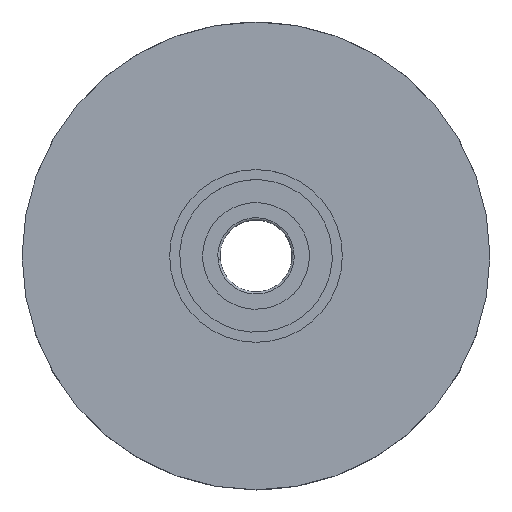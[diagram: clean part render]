
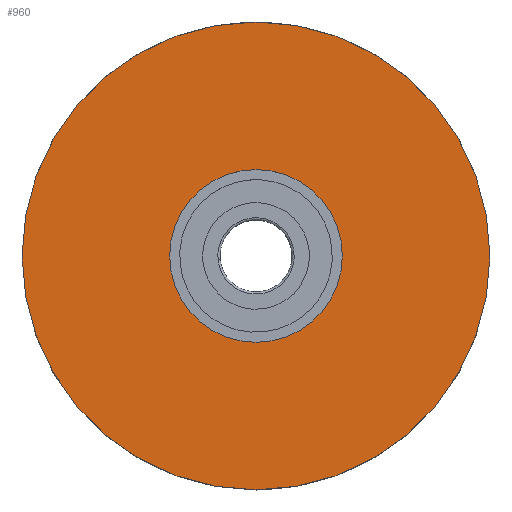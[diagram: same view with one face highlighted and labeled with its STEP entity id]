
A CAD part, top view. The second image highlights one B-rep face of the part: STEP entity #960.
In plain terms, the highlighted planar face has unit normal (0, 0, 1).
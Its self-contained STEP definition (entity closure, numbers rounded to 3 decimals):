
#67 = CIRCLE ( 'NONE', #1701, 12. ) ;
#136 = AXIS2_PLACEMENT_3D ( 'NONE', #2122, #1851, #250 ) ;
#169 = PLANE ( 'NONE',  #879 ) ;
#225 = DIRECTION ( 'NONE',  ( 0., 1., 0. ) ) ;
#250 = DIRECTION ( 'NONE',  ( 0., 1., 0. ) ) ;
#466 = DIRECTION ( 'NONE',  ( 0., -1., 0. ) ) ;
#859 = EDGE_CURVE ( 'NONE', #1064, #1118, #1981, .T. ) ;
#879 = AXIS2_PLACEMENT_3D ( 'NONE', #1791, #2877, #466 ) ;
#955 = ORIENTED_EDGE ( 'NONE', *, *, #2339, .T. ) ;
#959 = DIRECTION ( 'NONE',  ( 0., 0., 1. ) ) ;
#960 = ADVANCED_FACE ( 'NONE', ( #2318, #1435 ), #169, .T. ) ;
#1064 = VERTEX_POINT ( 'NONE', #2187 ) ;
#1090 = CARTESIAN_POINT ( 'NONE',  ( 0., 12., 6. ) ) ;
#1118 = VERTEX_POINT ( 'NONE', #1906 ) ;
#1243 = DIRECTION ( 'NONE',  ( 0., -1., 0. ) ) ;
#1265 = EDGE_CURVE ( 'NONE', #2476, #3371, #67, .T. ) ;
#1435 = FACE_BOUND ( 'NONE', #3307, .T. ) ;
#1528 = ORIENTED_EDGE ( 'NONE', *, *, #859, .T. ) ;
#1583 = ORIENTED_EDGE ( 'NONE', *, *, #3296, .T. ) ;
#1596 = CIRCLE ( 'NONE', #2921, 32.5 ) ;
#1673 = ORIENTED_EDGE ( 'NONE', *, *, #1265, .T. ) ;
#1701 = AXIS2_PLACEMENT_3D ( 'NONE', #2369, #2357, #225 ) ;
#1790 = EDGE_LOOP ( 'NONE', ( #1528, #1583 ) ) ;
#1791 = CARTESIAN_POINT ( 'NONE',  ( 0., 0., 6. ) ) ;
#1851 = DIRECTION ( 'NONE',  ( 0., 0., -1. ) ) ;
#1906 = CARTESIAN_POINT ( 'NONE',  ( 0., 32.5, 6. ) ) ;
#1936 = CARTESIAN_POINT ( 'NONE',  ( 0., -12., 6. ) ) ;
#1981 = CIRCLE ( 'NONE', #2883, 32.5 ) ;
#2122 = CARTESIAN_POINT ( 'NONE',  ( 0., 0., 6. ) ) ;
#2187 = CARTESIAN_POINT ( 'NONE',  ( 0., -32.5, 6. ) ) ;
#2255 = CARTESIAN_POINT ( 'NONE',  ( 0., 0., 6. ) ) ;
#2318 = FACE_OUTER_BOUND ( 'NONE', #1790, .T. ) ;
#2339 = EDGE_CURVE ( 'NONE', #3371, #2476, #2462, .T. ) ;
#2357 = DIRECTION ( 'NONE',  ( 0., 0., -1. ) ) ;
#2369 = CARTESIAN_POINT ( 'NONE',  ( 0., 0., 6. ) ) ;
#2462 = CIRCLE ( 'NONE', #136, 12. ) ;
#2476 = VERTEX_POINT ( 'NONE', #1090 ) ;
#2497 = DIRECTION ( 'NONE',  ( 0., 0., 1. ) ) ;
#2801 = CARTESIAN_POINT ( 'NONE',  ( 0., 0., 6. ) ) ;
#2877 = DIRECTION ( 'NONE',  ( 0., 0., 1. ) ) ;
#2883 = AXIS2_PLACEMENT_3D ( 'NONE', #2255, #959, #1243 ) ;
#2921 = AXIS2_PLACEMENT_3D ( 'NONE', #2801, #2497, #3066 ) ;
#3066 = DIRECTION ( 'NONE',  ( 0., -1., 0. ) ) ;
#3296 = EDGE_CURVE ( 'NONE', #1118, #1064, #1596, .T. ) ;
#3307 = EDGE_LOOP ( 'NONE', ( #1673, #955 ) ) ;
#3371 = VERTEX_POINT ( 'NONE', #1936 ) ;
